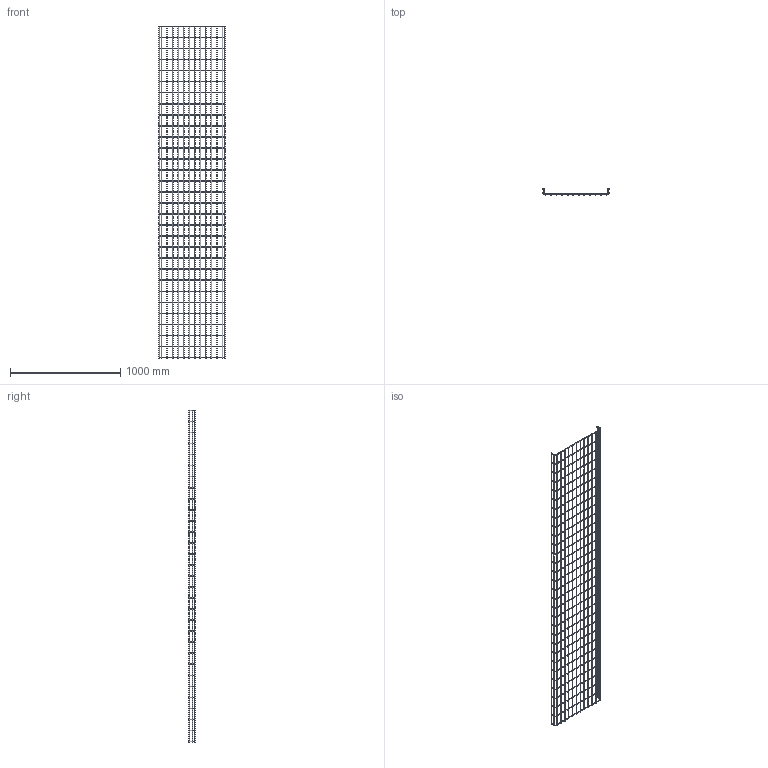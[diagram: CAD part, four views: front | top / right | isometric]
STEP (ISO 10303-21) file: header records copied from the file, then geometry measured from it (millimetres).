
FILE_DESCRIPTION (( 'STEP AP214' ), '1' );
FILE_NAME ('6000958.STP', '2018-01-09T13:03:22', ( '' ), ( '' ), 'SwSTEP 2.0', 'SolidWorks 2016', '' );
FILE_SCHEMA (( 'AUTOMOTIVE_DESIGN' ));
Length unit declared in the file: millimetre
Products named in the file (1): 6000958
Bounding box: 600 x 55 x 3007.9 mm (x, y, z)
Volume: 1882721.9 mm3; surface area: 1264272.8 mm2
Topology: 1 solids, 1 shells, 436 faces, 2390 edges, 1552 vertices
Faces by surface type: cylinder 218, torus 124, plane 94
Entity records: 52816 total; most frequent: CARTESIAN_POINT 34139, ORIENTED_EDGE 4780, DIRECTION 2956, EDGE_CURVE 2390, VERTEX_POINT 1552, AXIS2_PLACEMENT_3D 1121, B_SPLINE_CURVE_WITH_KNOTS 992, EDGE_LOOP 932
